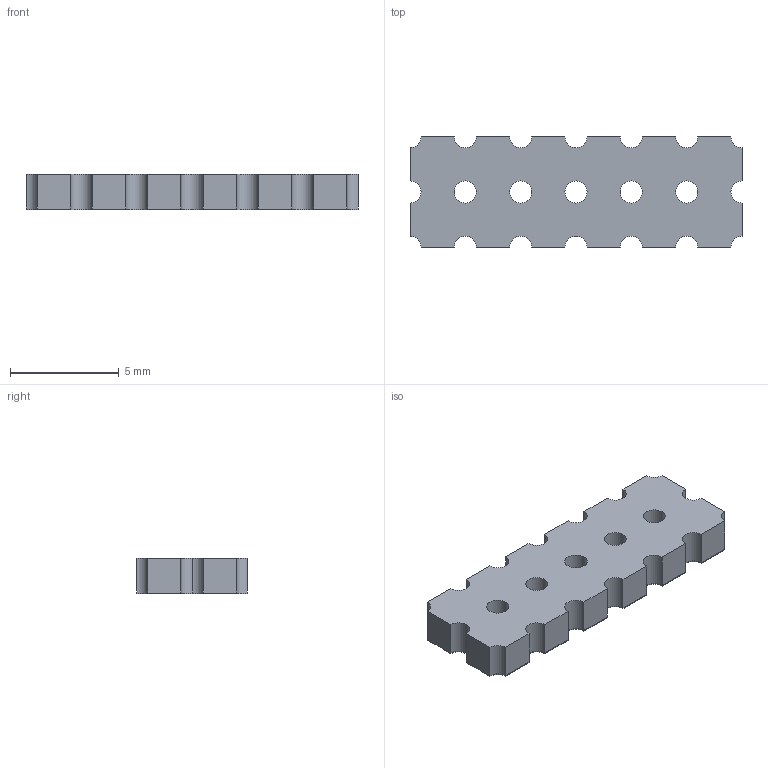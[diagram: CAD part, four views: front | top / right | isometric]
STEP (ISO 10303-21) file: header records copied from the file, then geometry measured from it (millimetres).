
FILE_DESCRIPTION(('FreeCAD Model'),'2;1');
FILE_NAME('VeroBoard_10x10_CompoundsColored_StepUpExport.step', '2019-06-27T23:05:25',('Author'),(''), 'Open CASCADE STEP processor 7.3','FreeCAD','Unknown');
FILE_SCHEMA(('AUTOMOTIVE_DESIGN { 1 0 10303 214 1 1 1 1 }'));
Length unit declared in the file: millimetre
Products named in the file (2): CompoundBoard; CompoundCopper
Bounding box: 15.24 x 5.08 x 1.64 mm (x, y, z)
Volume: 110 mm3; surface area: 342.2 mm2
Topology: 4 solids, 4 shells, 92 faces, 252 edges, 168 vertices
Faces by surface type: plane 48, cylinder 44
Full cylindrical faces by diameter (mm): 1.02 x10
Entity records: 3309 total; most frequent: DIRECTION 526, CARTESIAN_POINT 513, ORIENTED_EDGE 504, EDGE_CURVE 252, AXIS2_PLACEMENT_3D 181, VERTEX_POINT 168, LINE 164, VECTOR 164
